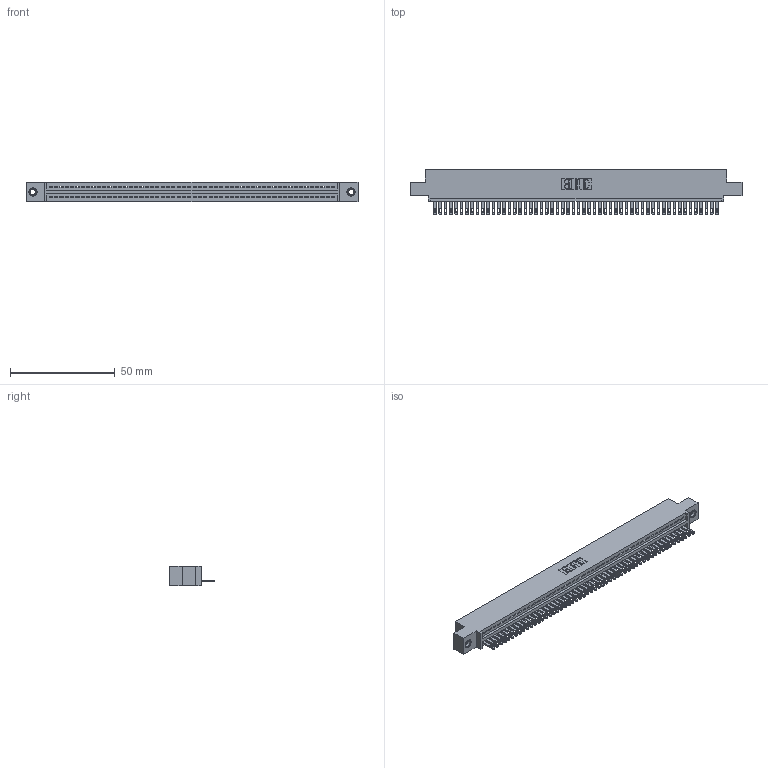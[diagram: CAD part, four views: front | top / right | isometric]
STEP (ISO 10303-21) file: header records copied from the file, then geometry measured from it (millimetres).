
FILE_DESCRIPTION (( 'STEP AP203' ), '1' );
FILE_NAME ('345-054-500-407.STEP', '2019-10-09T22:27:47', ( '' ), ( '' ), 'SwSTEP 2.0', 'SolidWorks 2016', '' );
FILE_SCHEMA (( 'CONFIG_CONTROL_DESIGN' ));
Length unit declared in the file: inch
Products named in the file (4): 345 Part_0.110 Offset - 0.156 Dia-TI; 345-250-001_345-250-005-103; 345-292-001_345-293-100; 345-054-500-407
Assembly tree (57 placements, depth 2):
  345-054-500-407
    345 Part_0.110 Offset - 0.156 Dia-TI
    345-292-001_345-293-100  x54
    345-250-001_345-250-005-103  x2
Bounding box: 158.37 x 21.51 x 9.4 mm (x, y, z)
Volume: 15086.9 mm3; surface area: 20447.9 mm2
Topology: 57 solids, 57 shells, 3106 faces, 9561 edges, 6366 vertices
Faces by surface type: plane 1952, cylinder 1138, cone 12, torus 4
Entity records: 40274 total; most frequent: CARTESIAN_POINT 6957, ORIENTED_EDGE 6938, DIRECTION 6087, EDGE_CURVE 3469, LINE 3097, VECTOR 3097, VERTEX_POINT 2308, AXIS2_PLACEMENT_3D 1495
